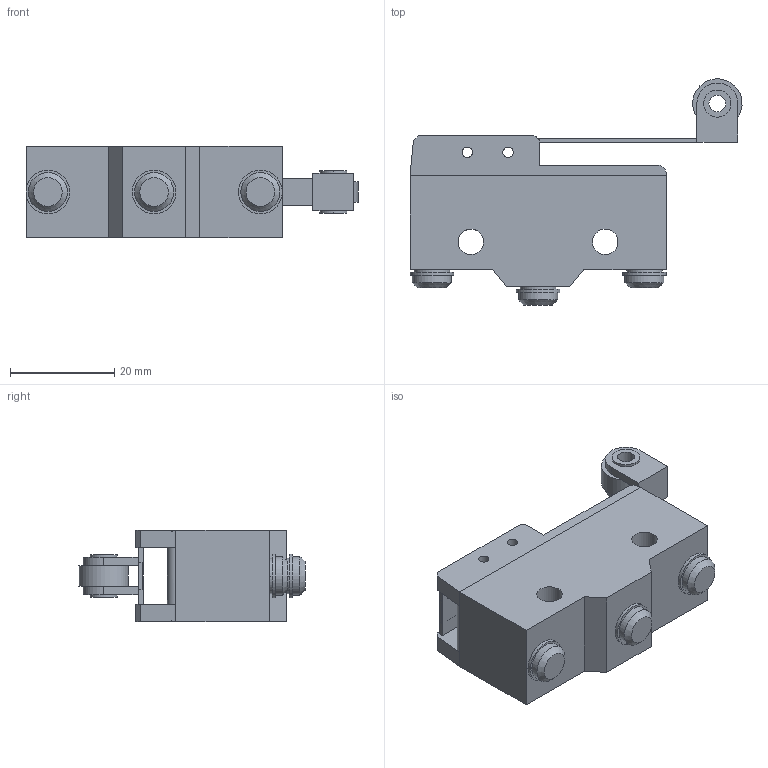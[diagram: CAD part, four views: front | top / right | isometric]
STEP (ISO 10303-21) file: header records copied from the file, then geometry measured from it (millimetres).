
FILE_DESCRIPTION(/* description */ (''),/* implementation_level */ '2;1');
FILE_NAME(/* name */ '3D_KSC2.stp',/* time_stamp */ '2022-06-10T08:29:13+02:00',/* author */ (''),/* organization */ (''),/* preprocessor_version */ 'ST-DEVELOPER v16.7',/* originating_system */ 'SIEMENS PLM Software NX 12.0',/* authorisation */ '');
FILE_SCHEMA (('AUTOMOTIVE_DESIGN { 1 0 10303 214 3 1 1 1 }'));
Length unit declared in the file: millimetre
Products named in the file (1): Rugg29580DF68y20
Bounding box: 63.75 x 43.41 x 17.5 mm (x, y, z)
Surface area: 8487.5 mm2 (no closed solid volume)
Topology: 0 solids, 10 shells, 95 faces, 228 edges, 150 vertices
Faces by surface type: plane 58, cylinder 34, cone 3
Full cylindrical faces by diameter (mm): 2 x4, 3.2 x1, 4.901 x1, 4.908 x1, 7.5 x3, 8.4 x3, 9.5 x1
Entity records: 2759 total; most frequent: DIRECTION 473, CARTESIAN_POINT 451, ORIENTED_EDGE 395, EDGE_CURVE 208, AXIS2_PLACEMENT_3D 169, VERTEX_POINT 147, LINE 135, VECTOR 135
